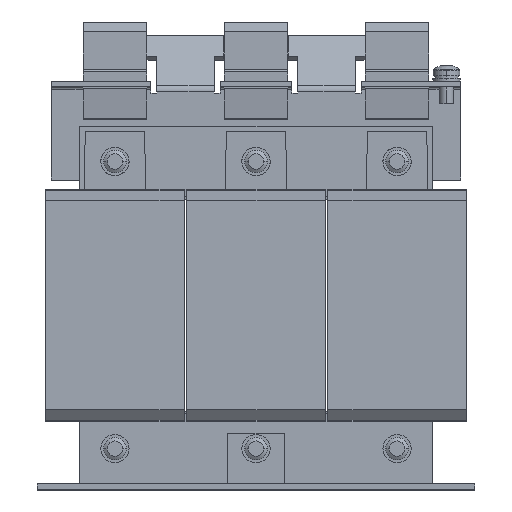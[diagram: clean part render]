
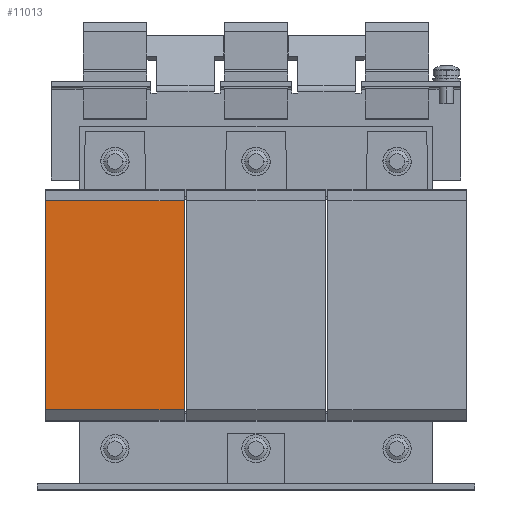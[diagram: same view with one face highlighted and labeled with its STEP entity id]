
A CAD part, top view. The second image highlights one B-rep face of the part: STEP entity #11013.
In plain terms, the highlighted planar face has unit normal (0, 0, 1).
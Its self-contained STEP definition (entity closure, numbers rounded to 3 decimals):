
#935 = CARTESIAN_POINT ( 'NONE',  ( -74.5, -37., 36.5 ) ) ;
#1275 = EDGE_CURVE ( 'Defeature ausgef�hrt2_20+Defeature ausgef�hrt2_19+Defeature ausgef�hrt2_28+Defeature ausgef�hrt2_29', #7968, #6650, #17643, .T. ) ;
#1752 = VECTOR ( 'NONE', #9854, 1000. ) ;
#2354 = AXIS2_PLACEMENT_3D ( 'NONE', #15123, #4755, #9171 ) ;
#2857 = VECTOR ( 'NONE', #16216, 1000. ) ;
#3284 = ORIENTED_EDGE ( 'NONE', *, *, #1275, .F. ) ;
#3861 = EDGE_CURVE ( 'Defeature ausgef�hrt2_28+Defeature ausgef�hrt2_19+Defeature ausgef�hrt2_18+Defeature ausgef�hrt2_20', #12395, #7968, #12100, .T. ) ;
#4755 = DIRECTION ( 'NONE',  ( 0., 0., -1. ) ) ;
#5363 = ORIENTED_EDGE ( 'NONE', *, *, #18729, .T. ) ;
#5457 = CARTESIAN_POINT ( 'NONE',  ( -74.5, 37., 36.5 ) ) ;
#5745 = LINE ( 'NONE', #6438, #17073 ) ;
#5849 = PLANE ( 'NONE',  #2354 ) ;
#6438 = CARTESIAN_POINT ( 'NONE',  ( -25.5, -37., 36.5 ) ) ;
#6650 = VERTEX_POINT ( 'NONE', #12350 ) ;
#7324 = ORIENTED_EDGE ( 'NONE', *, *, #11111, .T. ) ;
#7533 = CARTESIAN_POINT ( 'NONE',  ( -74.5, 37., 36.5 ) ) ;
#7713 = CARTESIAN_POINT ( 'NONE',  ( -25.5, -37., 36.5 ) ) ;
#7968 = VERTEX_POINT ( 'NONE', #5457 ) ;
#8722 = VERTEX_POINT ( 'NONE', #7713 ) ;
#9171 = DIRECTION ( 'NONE',  ( 0., -1., 0. ) ) ;
#9854 = DIRECTION ( 'NONE',  ( 0., 1., 0. ) ) ;
#11013 = ADVANCED_FACE ( 'Defeature ausgef�hrt2_19', ( #17294 ), #5849, .F. ) ;
#11031 = CARTESIAN_POINT ( 'NONE',  ( -74.5, -37., 36.5 ) ) ;
#11093 = DIRECTION ( 'NONE',  ( 1., 0., 0. ) ) ;
#11111 = EDGE_CURVE ( 'Defeature ausgef�hrt2_19+Defeature ausgef�hrt2_29+Defeature ausgef�hrt2_18+Defeature ausgef�hrt2_20', #8722, #6650, #5745, .T. ) ;
#11252 = LINE ( 'NONE', #11031, #14721 ) ;
#12100 = LINE ( 'NONE', #935, #1752 ) ;
#12350 = CARTESIAN_POINT ( 'NONE',  ( -25.5, 37., 36.5 ) ) ;
#12395 = VERTEX_POINT ( 'NONE', #15336 ) ;
#13825 = DIRECTION ( 'NONE',  ( 0., 1., 0. ) ) ;
#13882 = ORIENTED_EDGE ( 'NONE', *, *, #3861, .F. ) ;
#13978 = EDGE_LOOP ( 'NONE', ( #7324, #3284, #13882, #5363 ) ) ;
#14721 = VECTOR ( 'NONE', #11093, 1000. ) ;
#15123 = CARTESIAN_POINT ( 'NONE',  ( -74.5, -37., 36.5 ) ) ;
#15336 = CARTESIAN_POINT ( 'NONE',  ( -74.5, -37., 36.5 ) ) ;
#16216 = DIRECTION ( 'NONE',  ( 1., 0., 0. ) ) ;
#17073 = VECTOR ( 'NONE', #13825, 1000. ) ;
#17294 = FACE_OUTER_BOUND ( 'NONE', #13978, .T. ) ;
#17643 = LINE ( 'NONE', #7533, #2857 ) ;
#18729 = EDGE_CURVE ( 'Defeature ausgef�hrt2_19+Defeature ausgef�hrt2_18+Defeature ausgef�hrt2_28+Defeature ausgef�hrt2_29', #12395, #8722, #11252, .T. ) ;
